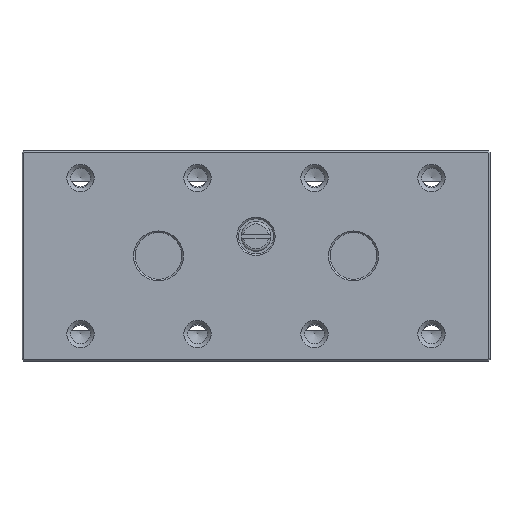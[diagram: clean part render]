
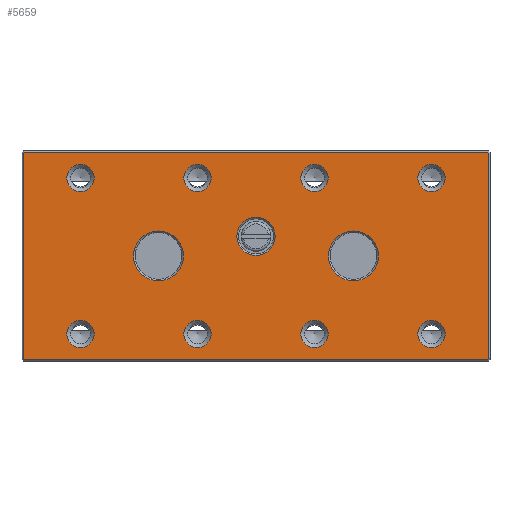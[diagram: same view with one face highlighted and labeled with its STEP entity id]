
A CAD part, top view. The second image highlights one B-rep face of the part: STEP entity #5659.
In plain terms, the highlighted planar face has unit normal (0, 0, 1).
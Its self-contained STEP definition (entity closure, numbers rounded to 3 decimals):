
#4243=CIRCLE('',#29379,2.45);
#4244=CIRCLE('',#29380,3.2);
#4245=CIRCLE('',#29381,3.2);
#4246=CIRCLE('',#29382,1.75);
#4247=CIRCLE('',#29383,1.75);
#4248=CIRCLE('',#29384,1.75);
#4249=CIRCLE('',#29385,1.75);
#4250=CIRCLE('',#29386,1.75);
#4251=CIRCLE('',#29387,1.75);
#4252=CIRCLE('',#29388,1.75);
#4253=CIRCLE('',#29389,1.75);
#5659=ADVANCED_FACE('',(#8375,#8376,#8377,#8378,#8379,#8380,#8381,#8382,
#8383,#8384,#8385,#8386),#6952,.F.);
#6952=PLANE('',#29390);
#8375=FACE_BOUND('',#8680,.T.);
#8376=FACE_BOUND('',#8681,.T.);
#8377=FACE_BOUND('',#8682,.T.);
#8378=FACE_BOUND('',#8683,.T.);
#8379=FACE_BOUND('',#8684,.T.);
#8380=FACE_BOUND('',#8685,.T.);
#8381=FACE_BOUND('',#8686,.T.);
#8382=FACE_BOUND('',#8687,.T.);
#8383=FACE_BOUND('',#8688,.T.);
#8384=FACE_BOUND('',#8689,.T.);
#8385=FACE_BOUND('',#8690,.T.);
#8386=FACE_BOUND('',#8691,.T.);
#8680=EDGE_LOOP('',(#10830));
#8681=EDGE_LOOP('',(#10831));
#8682=EDGE_LOOP('',(#10832));
#8683=EDGE_LOOP('',(#10833));
#8684=EDGE_LOOP('',(#10834));
#8685=EDGE_LOOP('',(#10835));
#8686=EDGE_LOOP('',(#10836));
#8687=EDGE_LOOP('',(#10837));
#8688=EDGE_LOOP('',(#10838));
#8689=EDGE_LOOP('',(#10839));
#8690=EDGE_LOOP('',(#10840));
#8691=EDGE_LOOP('',(#10841,#10842,#10843,#10844,#10845,#10846,#10847,#10848));
#10830=ORIENTED_EDGE('',*,*,#20374,.T.);
#10831=ORIENTED_EDGE('',*,*,#20375,.T.);
#10832=ORIENTED_EDGE('',*,*,#20376,.T.);
#10833=ORIENTED_EDGE('',*,*,#20377,.T.);
#10834=ORIENTED_EDGE('',*,*,#20378,.T.);
#10835=ORIENTED_EDGE('',*,*,#20379,.T.);
#10836=ORIENTED_EDGE('',*,*,#20380,.T.);
#10837=ORIENTED_EDGE('',*,*,#20381,.T.);
#10838=ORIENTED_EDGE('',*,*,#20382,.T.);
#10839=ORIENTED_EDGE('',*,*,#20383,.T.);
#10840=ORIENTED_EDGE('',*,*,#20384,.T.);
#10841=ORIENTED_EDGE('',*,*,#20385,.T.);
#10842=ORIENTED_EDGE('',*,*,#20386,.T.);
#10843=ORIENTED_EDGE('',*,*,#20387,.T.);
#10844=ORIENTED_EDGE('',*,*,#20388,.T.);
#10845=ORIENTED_EDGE('',*,*,#20389,.T.);
#10846=ORIENTED_EDGE('',*,*,#20390,.T.);
#10847=ORIENTED_EDGE('',*,*,#20391,.T.);
#10848=ORIENTED_EDGE('',*,*,#20392,.T.);
#17968=VERTEX_POINT('',#38548);
#17969=VERTEX_POINT('',#38550);
#17970=VERTEX_POINT('',#38552);
#17971=VERTEX_POINT('',#38554);
#17972=VERTEX_POINT('',#38556);
#17973=VERTEX_POINT('',#38558);
#17974=VERTEX_POINT('',#38560);
#17975=VERTEX_POINT('',#38562);
#17976=VERTEX_POINT('',#38564);
#17977=VERTEX_POINT('',#38566);
#17978=VERTEX_POINT('',#38568);
#17979=VERTEX_POINT('',#38570);
#17980=VERTEX_POINT('',#38571);
#17981=VERTEX_POINT('',#38573);
#17982=VERTEX_POINT('',#38575);
#17983=VERTEX_POINT('',#38577);
#17984=VERTEX_POINT('',#38579);
#17985=VERTEX_POINT('',#38581);
#17986=VERTEX_POINT('',#38583);
#20374=EDGE_CURVE('',#17968,#17968,#4243,.T.);
#20375=EDGE_CURVE('',#17969,#17969,#4244,.T.);
#20376=EDGE_CURVE('',#17970,#17970,#4245,.T.);
#20377=EDGE_CURVE('',#17971,#17971,#4246,.T.);
#20378=EDGE_CURVE('',#17972,#17972,#4247,.T.);
#20379=EDGE_CURVE('',#17973,#17973,#4248,.T.);
#20380=EDGE_CURVE('',#17974,#17974,#4249,.T.);
#20381=EDGE_CURVE('',#17975,#17975,#4250,.T.);
#20382=EDGE_CURVE('',#17976,#17976,#4251,.T.);
#20383=EDGE_CURVE('',#17977,#17977,#4252,.T.);
#20384=EDGE_CURVE('',#17978,#17978,#4253,.T.);
#20385=EDGE_CURVE('',#17979,#17980,#23771,.T.);
#20386=EDGE_CURVE('',#17980,#17981,#23772,.T.);
#20387=EDGE_CURVE('',#17981,#17982,#23773,.T.);
#20388=EDGE_CURVE('',#17982,#17983,#23774,.T.);
#20389=EDGE_CURVE('',#17983,#17984,#23775,.T.);
#20390=EDGE_CURVE('',#17984,#17985,#23776,.T.);
#20391=EDGE_CURVE('',#17985,#17986,#23777,.T.);
#20392=EDGE_CURVE('',#17986,#17979,#23778,.T.);
#23771=LINE('',#38569,#26858);
#23772=LINE('',#38572,#26859);
#23773=LINE('',#38574,#26860);
#23774=LINE('',#38576,#26861);
#23775=LINE('',#38578,#26862);
#23776=LINE('',#38580,#26863);
#23777=LINE('',#38582,#26864);
#23778=LINE('',#38584,#26865);
#26858=VECTOR('',#31359,1.);
#26859=VECTOR('',#31360,1.);
#26860=VECTOR('',#31361,1.);
#26861=VECTOR('',#31362,1.);
#26862=VECTOR('',#31363,1.);
#26863=VECTOR('',#31364,1.);
#26864=VECTOR('',#31365,1.);
#26865=VECTOR('',#31366,1.);
#29379=AXIS2_PLACEMENT_3D('',#38547,#31337,#31338);
#29380=AXIS2_PLACEMENT_3D('',#38549,#31339,#31340);
#29381=AXIS2_PLACEMENT_3D('',#38551,#31341,#31342);
#29382=AXIS2_PLACEMENT_3D('',#38553,#31343,#31344);
#29383=AXIS2_PLACEMENT_3D('',#38555,#31345,#31346);
#29384=AXIS2_PLACEMENT_3D('',#38557,#31347,#31348);
#29385=AXIS2_PLACEMENT_3D('',#38559,#31349,#31350);
#29386=AXIS2_PLACEMENT_3D('',#38561,#31351,#31352);
#29387=AXIS2_PLACEMENT_3D('',#38563,#31353,#31354);
#29388=AXIS2_PLACEMENT_3D('',#38565,#31355,#31356);
#29389=AXIS2_PLACEMENT_3D('',#38567,#31357,#31358);
#29390=AXIS2_PLACEMENT_3D('',#38585,#31367,#31368);
#31337=DIRECTION('',(0.,0.,-1.));
#31338=DIRECTION('',(-1.,0.,0.));
#31339=DIRECTION('',(0.,0.,-1.));
#31340=DIRECTION('',(-1.,0.,0.));
#31341=DIRECTION('',(0.,0.,-1.));
#31342=DIRECTION('',(-1.,0.,0.));
#31343=DIRECTION('',(0.,0.,-1.));
#31344=DIRECTION('',(-1.,0.,0.));
#31345=DIRECTION('',(0.,0.,-1.));
#31346=DIRECTION('',(-1.,0.,0.));
#31347=DIRECTION('',(0.,0.,-1.));
#31348=DIRECTION('',(-1.,0.,0.));
#31349=DIRECTION('',(0.,0.,-1.));
#31350=DIRECTION('',(-1.,0.,0.));
#31351=DIRECTION('',(0.,0.,-1.));
#31352=DIRECTION('',(-1.,0.,0.));
#31353=DIRECTION('',(0.,0.,-1.));
#31354=DIRECTION('',(-1.,0.,0.));
#31355=DIRECTION('',(0.,0.,-1.));
#31356=DIRECTION('',(-1.,0.,0.));
#31357=DIRECTION('',(0.,0.,-1.));
#31358=DIRECTION('',(-1.,0.,0.));
#31359=DIRECTION('',(-0.577,-0.816,0.));
#31360=DIRECTION('',(0.,-1.,0.));
#31361=DIRECTION('',(0.577,-0.816,0.));
#31362=DIRECTION('',(1.,0.,0.));
#31363=DIRECTION('',(0.577,0.816,0.));
#31364=DIRECTION('',(0.,1.,0.));
#31365=DIRECTION('',(-0.577,0.816,0.));
#31366=DIRECTION('',(-1.,0.,0.));
#31367=DIRECTION('',(0.,0.,-1.));
#31368=DIRECTION('',(1.,0.,0.));
#38547=CARTESIAN_POINT('',(0.,2.5,13.));
#38548=CARTESIAN_POINT('',(-2.45,2.5,13.));
#38549=CARTESIAN_POINT('',(12.5,0.,13.));
#38550=CARTESIAN_POINT('',(9.3,0.,13.));
#38551=CARTESIAN_POINT('',(-12.5,0.,13.));
#38552=CARTESIAN_POINT('',(-15.7,0.,13.));
#38553=CARTESIAN_POINT('',(22.5,10.,13.));
#38554=CARTESIAN_POINT('',(20.75,10.,13.));
#38555=CARTESIAN_POINT('',(7.5,10.,13.));
#38556=CARTESIAN_POINT('',(5.75,10.,13.));
#38557=CARTESIAN_POINT('',(-7.5,10.,13.));
#38558=CARTESIAN_POINT('',(-9.25,10.,13.));
#38559=CARTESIAN_POINT('',(22.5,-10.,13.));
#38560=CARTESIAN_POINT('',(20.75,-10.,13.));
#38561=CARTESIAN_POINT('',(7.5,-10.,13.));
#38562=CARTESIAN_POINT('',(5.75,-10.,13.));
#38563=CARTESIAN_POINT('',(-7.5,-10.,13.));
#38564=CARTESIAN_POINT('',(-9.25,-10.,13.));
#38565=CARTESIAN_POINT('',(-22.5,10.,13.));
#38566=CARTESIAN_POINT('',(-24.25,10.,13.));
#38567=CARTESIAN_POINT('',(-22.5,-10.,13.));
#38568=CARTESIAN_POINT('',(-24.25,-10.,13.));
#38569=CARTESIAN_POINT('',(-29.971,12.917,13.));
#38570=CARTESIAN_POINT('',(-29.7,13.3,13.));
#38571=CARTESIAN_POINT('',(-29.8,13.159,13.));
#38572=CARTESIAN_POINT('',(-29.8,13.5,13.));
#38573=CARTESIAN_POINT('',(-29.8,-13.159,13.));
#38574=CARTESIAN_POINT('',(-29.971,-12.917,13.));
#38575=CARTESIAN_POINT('',(-29.7,-13.3,13.));
#38576=CARTESIAN_POINT('',(30.,-13.3,13.));
#38577=CARTESIAN_POINT('',(29.7,-13.3,13.));
#38578=CARTESIAN_POINT('',(29.971,-12.917,13.));
#38579=CARTESIAN_POINT('',(29.8,-13.159,13.));
#38580=CARTESIAN_POINT('',(29.8,12.876,13.));
#38581=CARTESIAN_POINT('',(29.8,13.159,13.));
#38582=CARTESIAN_POINT('',(29.971,12.917,13.));
#38583=CARTESIAN_POINT('',(29.7,13.3,13.));
#38584=CARTESIAN_POINT('',(30.,13.3,13.));
#38585=CARTESIAN_POINT('',(30.,13.5,13.));
